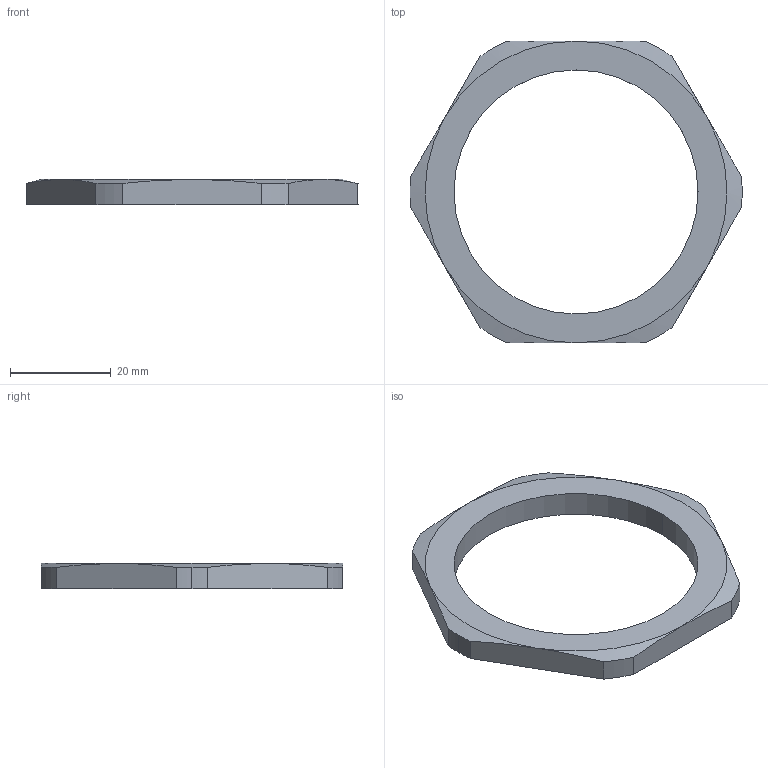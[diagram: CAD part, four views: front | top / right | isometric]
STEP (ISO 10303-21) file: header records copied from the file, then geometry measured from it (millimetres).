
FILE_DESCRIPTION (( 'STEP AP203' ), '1' );
FILE_NAME ('BMBL-07.step', '2016-02-11T13:25:32', ( '' ), ( '' ), 'SwSTEP 2.0', 'SolidWorks 2015', '' );
FILE_SCHEMA (( 'CONFIG_CONTROL_DESIGN' ));
Length unit declared in the file: millimetre
Products named in the file (1): BMBL-07
Bounding box: 65.98 x 60 x 5 mm (x, y, z)
Volume: 6122.5 mm3; surface area: 4188.2 mm2
Topology: 1 solids, 1 shells, 23 faces, 57 edges, 36 vertices
Faces by surface type: cylinder 9, plane 8, cone 6
Entity records: 804 total; most frequent: CARTESIAN_POINT 177, DIRECTION 117, ORIENTED_EDGE 114, EDGE_CURVE 57, AXIS2_PLACEMENT_3D 48, VERTEX_POINT 36, EDGE_LOOP 25, CIRCLE 24
